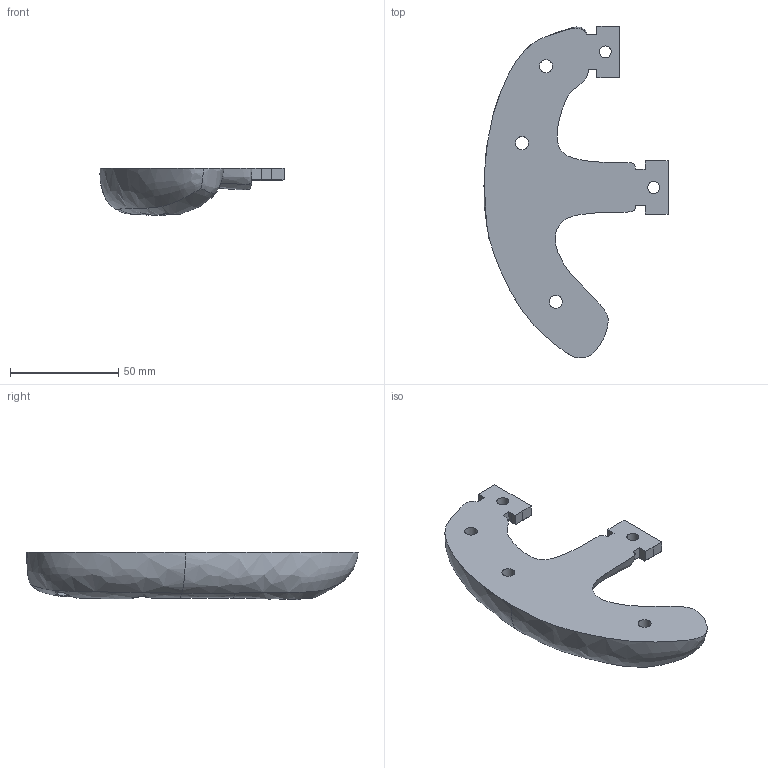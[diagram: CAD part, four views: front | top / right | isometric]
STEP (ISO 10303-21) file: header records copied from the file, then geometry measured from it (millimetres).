
FILE_DESCRIPTION(/* description */ (''),/* implementation_level */ '2;1');
FILE_NAME(/* name */ 'Left Grip Back.step',/* time_stamp */ '2020-05-17T18:02:42-05:00',/* author */ (''),/* organization */ (''),/* preprocessor_version */ 'ST-DEVELOPER v18.1',/* originating_system */ 'Autodesk Translation Framework v9.3.0.1241',/* authorisation */ '');
FILE_SCHEMA (('AUTOMOTIVE_DESIGN { 1 0 10303 214 3 1 1 }'));
Length unit declared in the file: millimetre
Products named in the file (1): Left Grip Back
Bounding box: 84.91 x 153.13 x 21.73 mm (x, y, z)
Volume: 84719.2 mm3; surface area: 19495 mm2
Topology: 1 solids, 1 shells, 97 faces, 272 edges, 180 vertices
Faces by surface type: plane 59, bspline 31, cylinder 5, cone 2
Full cylindrical faces by diameter (mm): 5.5 x2, 6 x3
Entity records: 7770 total; most frequent: CARTESIAN_POINT 5555, ORIENTED_EDGE 544, DIRECTION 287, EDGE_CURVE 272, VERTEX_POINT 180, B_SPLINE_CURVE_WITH_KNOTS 129, LINE 129, VECTOR 129
